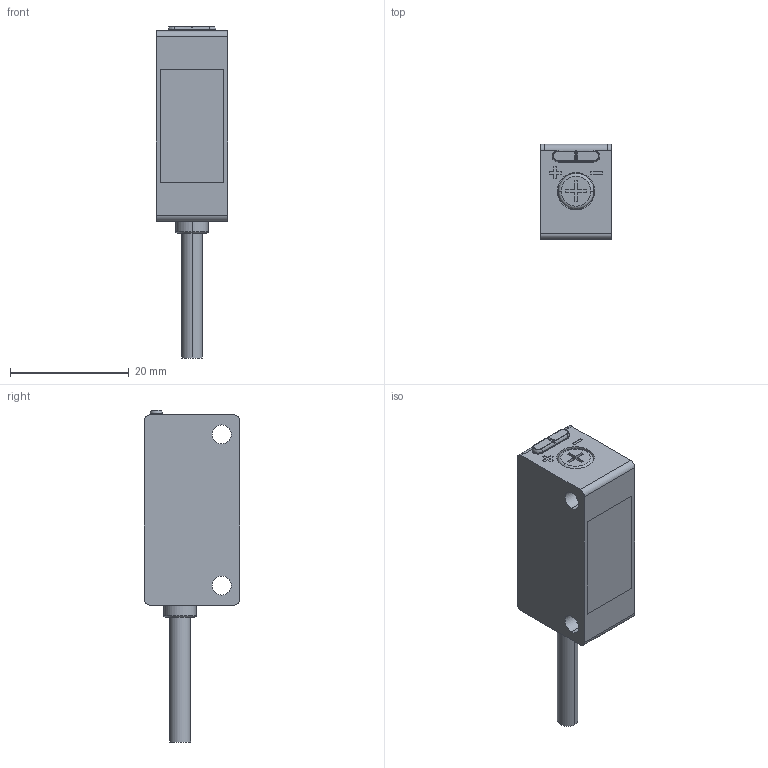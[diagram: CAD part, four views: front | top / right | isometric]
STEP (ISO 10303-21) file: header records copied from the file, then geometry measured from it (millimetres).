
FILE_DESCRIPTION (( 'STEP AP203' ), '1' );
FILE_NAME ('Q5B-D30N(ÐÂ¿î-ÎÞlogo).STEP', '2022-03-29T04:52:23', ( 'User' ), ( 'China' ), 'SwSTEP 2.0', 'SolidWorks 2020', '' );
FILE_SCHEMA (( 'CONFIG_CONTROL_DESIGN' ));
Length unit declared in the file: millimetre
Products named in the file (1): Q5B-D30N(ÐÂ¿î-ÎÞlogo)
Bounding box: 12 x 16 x 55.8 mm (x, y, z)
Volume: 3572.5 mm3; surface area: 4650.2 mm2
Topology: 8 solids, 8 shells, 153 faces, 360 edges, 230 vertices
Faces by surface type: plane 100, cylinder 37, torus 6, sphere 6, bspline 4
Entity records: 4471 total; most frequent: CARTESIAN_POINT 878, DIRECTION 726, ORIENTED_EDGE 712, EDGE_CURVE 356, VECTOR 254, LINE 254, AXIS2_PLACEMENT_3D 236, VERTEX_POINT 228
